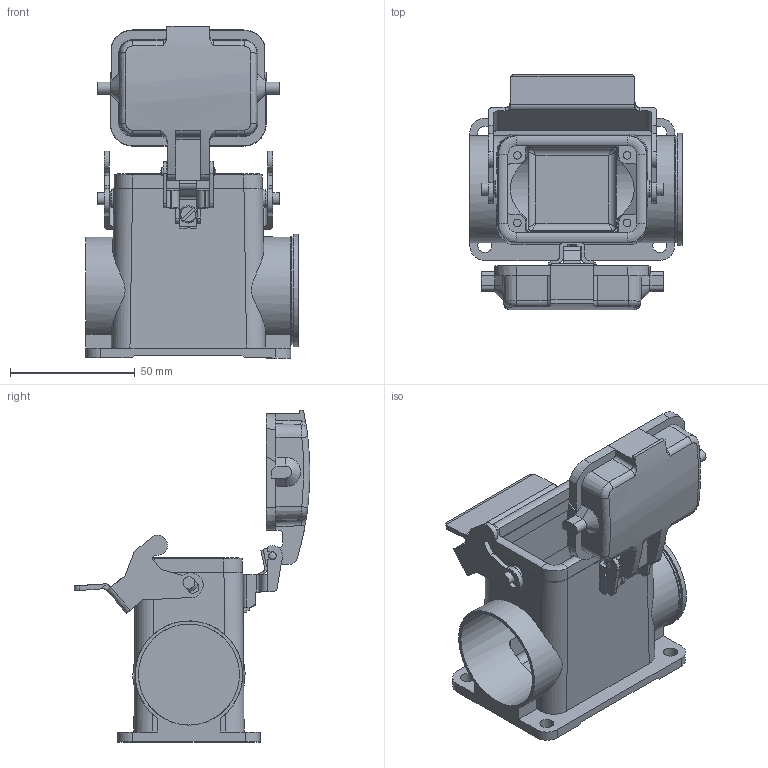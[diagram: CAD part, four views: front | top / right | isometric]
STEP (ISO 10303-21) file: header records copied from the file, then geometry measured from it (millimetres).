
FILE_DESCRIPTION((''),'2;1');
FILE_NAME('04300062268.stp','2020-07-07T15:15:30',('e.eickhoff'),(''),'Autodesk Inventor 2012','Autodesk Inventor 2012','');
FILE_SCHEMA(('AUTOMOTIVE_DESIGN { 1 0 10303 214 1 1 1 1 }'));
Length unit declared in the file: millimetre
Products named in the file (4): 04300062268; KBRM40; Metallbügel 1
Assembly tree (3 placements, depth 2):
  04300062268
    KBRM40
    Metallbügel 1
    04300062268
Bounding box: 85 x 94.39 x 132.94 mm (x, y, z)
Volume: 97266.2 mm3; surface area: 61556 mm2
Topology: 5 solids, 5 shells, 452 faces, 1213 edges, 778 vertices
Faces by surface type: plane 247, cylinder 142, bspline 29, cone 17, torus 11, sphere 6
Full cylindrical faces by diameter (mm): 3 x6, 3.05 x1, 4.8 x2, 5.6 x4, 7 x3, 40.5 x2, 43 x1, 45 x1
Entity records: 14908 total; most frequent: CARTESIAN_POINT 3412, ORIENTED_EDGE 2338, DIRECTION 2327, EDGE_CURVE 1169, AXIS2_PLACEMENT_3D 788, VERTEX_POINT 763, VECTOR 751, LINE 751
